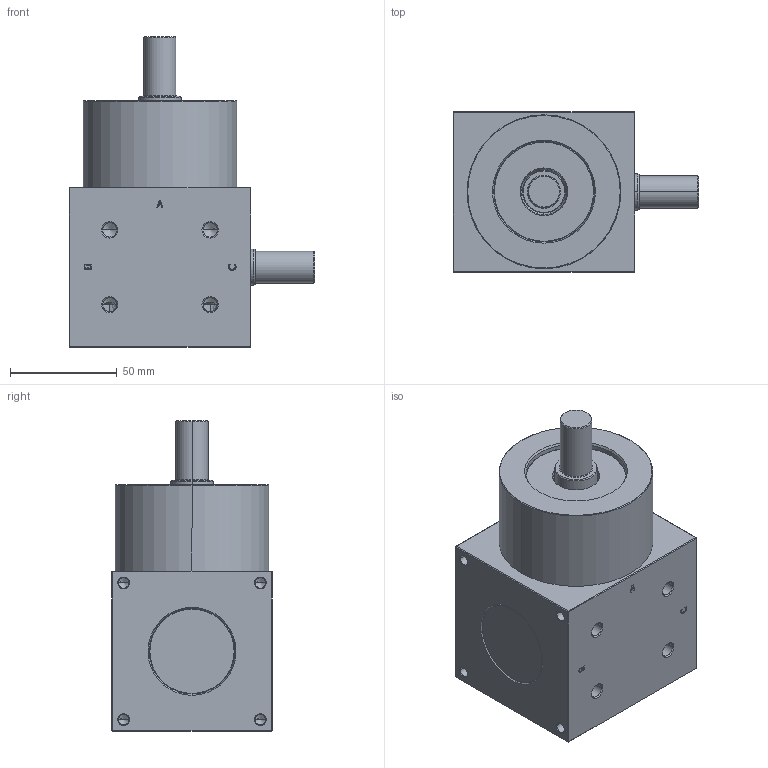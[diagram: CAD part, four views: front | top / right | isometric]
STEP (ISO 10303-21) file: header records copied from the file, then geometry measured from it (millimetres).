
FILE_DESCRIPTION(('STEP AP214'),'1');
FILE_NAME('_01_-_ac.stp','2017-07-06T13:37:08',('TraceParts'),('TraceParts S.A.'),'Spatial InterOp 3D',' ',' ');
FILE_SCHEMA(('automotive_design'));
Length unit declared in the file: millimetre
Products named in the file (1): dz_201_–_01_-_ac
Bounding box: 115 x 75 x 145.5 mm (x, y, z)
Volume: 634141.3 mm3; surface area: 56928 mm2
Topology: 1 solids, 1 shells, 312 faces, 726 edges, 436 vertices
Faces by surface type: bspline 100, plane 96, cone 78, cylinder 32, torus 6
Entity records: 13666 total; most frequent: CARTESIAN_POINT 3393, ORIENTED_EDGE 1440, DIRECTION 1184, EDGE_CURVE 720, PRESENTATION_STYLE_ASSIGNMENT 609, COLOUR_RGB 609, VERTEX_POINT 442, AXIS2_PLACEMENT_3D 409
